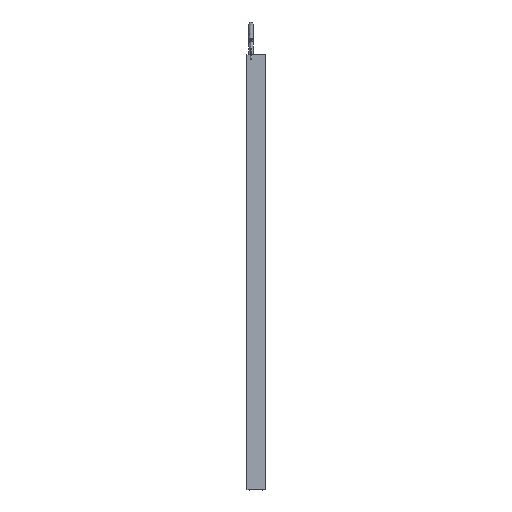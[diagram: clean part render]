
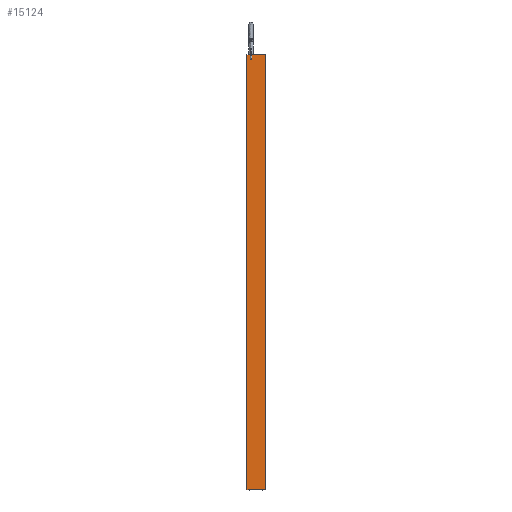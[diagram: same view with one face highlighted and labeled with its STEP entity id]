
A CAD part, front view. The second image highlights one B-rep face of the part: STEP entity #15124.
In plain terms, the highlighted planar face has unit normal (0, -1, 0).
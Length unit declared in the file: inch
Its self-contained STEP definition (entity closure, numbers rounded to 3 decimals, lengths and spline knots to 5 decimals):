
#578 = CARTESIAN_POINT ( 'NONE',  ( 1.90447, 1.82955, 1.06469 ) ) ;
#585 = ORIENTED_EDGE ( 'NONE', *, *, #26750, .F. ) ;
#2391 = EDGE_CURVE ( 'NONE', #33225, #24919, #15990, .T. ) ;
#3216 = ORIENTED_EDGE ( 'NONE', *, *, #15168, .T. ) ;
#4826 = ORIENTED_EDGE ( 'NONE', *, *, #2391, .F. ) ;
#5714 = PLANE ( 'NONE',  #20120 ) ;
#5951 = CARTESIAN_POINT ( 'NONE',  ( 1.3084, 1.82955, 1.06469 ) ) ;
#9659 = ORIENTED_EDGE ( 'NONE', *, *, #30547, .T. ) ;
#12775 = VECTOR ( 'NONE', #35610, 39.37008 ) ;
#13185 = DIRECTION ( 'NONE',  ( 0., 1., 0. ) ) ;
#13706 = VECTOR ( 'NONE', #14512, 39.37008 ) ;
#14046 = EDGE_LOOP ( 'NONE', ( #3216, #4826, #585, #9659 ) ) ;
#14512 = DIRECTION ( 'NONE',  ( 1., 0., 0. ) ) ;
#14847 = VECTOR ( 'NONE', #33634, 39.37008 ) ;
#15124 = ADVANCED_FACE ( 'NONE', ( #16321 ), #5714, .F. ) ;
#15168 = EDGE_CURVE ( 'NONE', #25479, #24919, #33811, .T. ) ;
#15270 = LINE ( 'NONE', #16882, #14847 ) ;
#15703 = CARTESIAN_POINT ( 'NONE',  ( 1.90447, 1.82955, 15.46469 ) ) ;
#15990 = LINE ( 'NONE', #19856, #23876 ) ;
#16321 = FACE_OUTER_BOUND ( 'NONE', #14046, .T. ) ;
#16882 = CARTESIAN_POINT ( 'NONE',  ( 1.3084, 1.82955, 15.46469 ) ) ;
#18684 = DIRECTION ( 'NONE',  ( -1., 0., 0. ) ) ;
#19856 = CARTESIAN_POINT ( 'NONE',  ( 1.90447, 1.82955, 15.46469 ) ) ;
#20120 = AXIS2_PLACEMENT_3D ( 'NONE', #25020, #13185, #18684 ) ;
#23876 = VECTOR ( 'NONE', #31569, 39.37008 ) ;
#24919 = VERTEX_POINT ( 'NONE', #578 ) ;
#25020 = CARTESIAN_POINT ( 'NONE',  ( 1.3084, 1.82955, 15.46469 ) ) ;
#25479 = VERTEX_POINT ( 'NONE', #33077 ) ;
#25667 = CARTESIAN_POINT ( 'NONE',  ( 1.3084, 1.82955, 15.46469 ) ) ;
#26750 = EDGE_CURVE ( 'NONE', #31191, #33225, #28500, .T. ) ;
#28500 = LINE ( 'NONE', #35378, #12775 ) ;
#30547 = EDGE_CURVE ( 'NONE', #31191, #25479, #15270, .T. ) ;
#31191 = VERTEX_POINT ( 'NONE', #25667 ) ;
#31569 = DIRECTION ( 'NONE',  ( 0., 0., -1. ) ) ;
#33077 = CARTESIAN_POINT ( 'NONE',  ( 1.3084, 1.82955, 1.06469 ) ) ;
#33225 = VERTEX_POINT ( 'NONE', #15703 ) ;
#33634 = DIRECTION ( 'NONE',  ( 0., 0., -1. ) ) ;
#33811 = LINE ( 'NONE', #5951, #13706 ) ;
#35378 = CARTESIAN_POINT ( 'NONE',  ( 1.3084, 1.82955, 15.46469 ) ) ;
#35610 = DIRECTION ( 'NONE',  ( 1., 0., 0. ) ) ;
